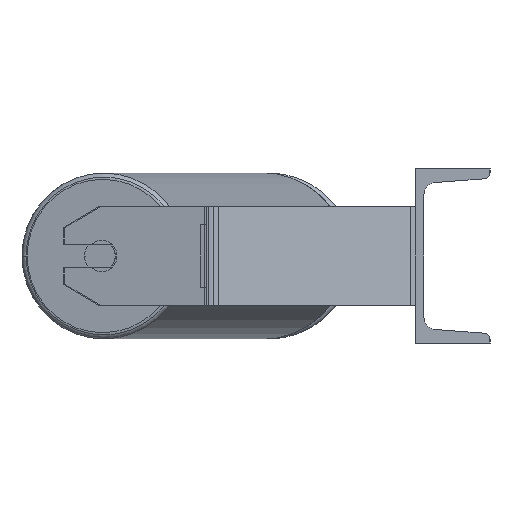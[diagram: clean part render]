
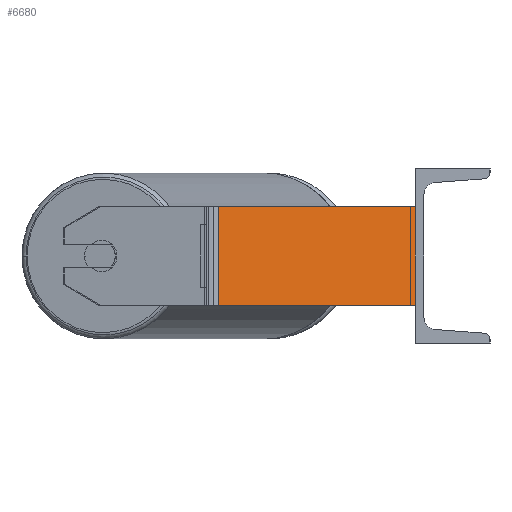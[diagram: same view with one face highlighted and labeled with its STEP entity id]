
A CAD part, left-side view. The second image highlights one B-rep face of the part: STEP entity #6680.
In plain terms, the highlighted planar face has unit normal (-0.866, -0.5, 0).
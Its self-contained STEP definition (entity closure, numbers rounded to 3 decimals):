
#1201 = EDGE_CURVE ( 'NONE', #2230, #6448, #2064, .T. ) ;
#1383 = EDGE_CURVE ( 'NONE', #3766, #6448, #4766, .T. ) ;
#1976 = CARTESIAN_POINT ( 'NONE',  ( -1179.099, 162.983, 40. ) ) ;
#2042 = ORIENTED_EDGE ( 'NONE', *, *, #1201, .T. ) ;
#2064 = LINE ( 'NONE', #5612, #9098 ) ;
#2112 = DIRECTION ( 'NONE',  ( 0.5, -0.866, 0. ) ) ;
#2230 = VERTEX_POINT ( 'NONE', #6311 ) ;
#2368 = DIRECTION ( 'NONE',  ( 0.866, 0.5, 0. ) ) ;
#2612 = DIRECTION ( 'NONE',  ( 0.5, -0.866, 0. ) ) ;
#3173 = LINE ( 'NONE', #1976, #6469 ) ;
#3766 = VERTEX_POINT ( 'NONE', #6832 ) ;
#4633 = VERTEX_POINT ( 'NONE', #6656 ) ;
#4692 = VECTOR ( 'NONE', #4830, 1000. ) ;
#4766 = LINE ( 'NONE', #8137, #6012 ) ;
#4830 = DIRECTION ( 'NONE',  ( 0., 0., -1. ) ) ;
#5222 = DIRECTION ( 'NONE',  ( -0.5, 0.866, 0. ) ) ;
#5392 = AXIS2_PLACEMENT_3D ( 'NONE', #8660, #2368, #5222 ) ;
#5612 = CARTESIAN_POINT ( 'NONE',  ( -1179.099, 162.983, -40. ) ) ;
#6012 = VECTOR ( 'NONE', #6805, 1000. ) ;
#6229 = LINE ( 'NONE', #7588, #4692 ) ;
#6311 = CARTESIAN_POINT ( 'NONE',  ( -1176.187, 157.94, -40. ) ) ;
#6448 = VERTEX_POINT ( 'NONE', #8320 ) ;
#6469 = VECTOR ( 'NONE', #2112, 1000. ) ;
#6655 = FACE_OUTER_BOUND ( 'NONE', #7805, .T. ) ;
#6656 = CARTESIAN_POINT ( 'NONE',  ( -1176.187, 157.94, 40. ) ) ;
#6680 = ADVANCED_FACE ( 'NONE', ( #6655 ), #7266, .F. ) ;
#6805 = DIRECTION ( 'NONE',  ( 0., 0., -1. ) ) ;
#6832 = CARTESIAN_POINT ( 'NONE',  ( -1085., 0., 40. ) ) ;
#7266 = PLANE ( 'NONE',  #5392 ) ;
#7588 = CARTESIAN_POINT ( 'NONE',  ( -1176.187, 157.94, 40. ) ) ;
#7636 = EDGE_CURVE ( 'NONE', #4633, #3766, #3173, .T. ) ;
#7805 = EDGE_LOOP ( 'NONE', ( #2042, #8186, #8678, #8158 ) ) ;
#8137 = CARTESIAN_POINT ( 'NONE',  ( -1085., 0., 40. ) ) ;
#8158 = ORIENTED_EDGE ( 'NONE', *, *, #8694, .T. ) ;
#8186 = ORIENTED_EDGE ( 'NONE', *, *, #1383, .F. ) ;
#8320 = CARTESIAN_POINT ( 'NONE',  ( -1085., 0., -40. ) ) ;
#8660 = CARTESIAN_POINT ( 'NONE',  ( -1179.099, 162.983, 40. ) ) ;
#8678 = ORIENTED_EDGE ( 'NONE', *, *, #7636, .F. ) ;
#8694 = EDGE_CURVE ( 'NONE', #4633, #2230, #6229, .T. ) ;
#9098 = VECTOR ( 'NONE', #2612, 1000. ) ;
